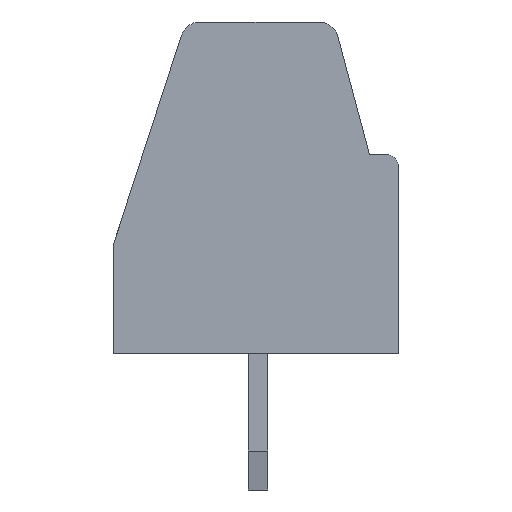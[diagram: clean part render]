
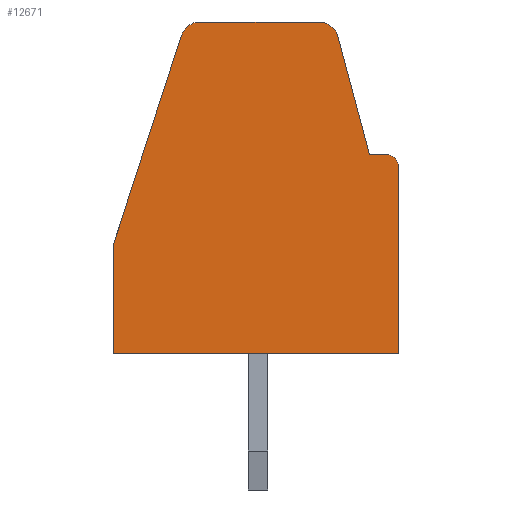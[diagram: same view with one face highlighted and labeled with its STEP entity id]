
A CAD part, left-side view. The second image highlights one B-rep face of the part: STEP entity #12671.
In plain terms, the highlighted planar face has unit normal (-1, 0, 0).
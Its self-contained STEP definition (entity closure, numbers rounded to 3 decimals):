
#26 = ORIENTED_EDGE ( 'NONE', *, *, #400, .T. ) ;
#48 = FACE_OUTER_BOUND ( 'NONE', #9453, .T. ) ;
#213 = ORIENTED_EDGE ( 'NONE', *, *, #7130, .F. ) ;
#239 = EDGE_CURVE ( 'NONE', #14400, #10227, #11848, .T. ) ;
#305 = LINE ( 'NONE', #11957, #5105 ) ;
#400 = EDGE_CURVE ( 'NONE', #14400, #10927, #12969, .T. ) ;
#405 = VERTEX_POINT ( 'NONE', #4244 ) ;
#563 = ORIENTED_EDGE ( 'NONE', *, *, #942, .F. ) ;
#569 = AXIS2_PLACEMENT_3D ( 'NONE', #1708, #6519, #7436 ) ;
#942 = EDGE_CURVE ( 'NONE', #11153, #14930, #8157, .T. ) ;
#1296 = DIRECTION ( 'NONE',  ( 0., 1., 0. ) ) ;
#1708 = CARTESIAN_POINT ( 'NONE',  ( 0., -42.152, -35.078 ) ) ;
#1725 = CARTESIAN_POINT ( 'NONE',  ( 0., 0.3, 5.1 ) ) ;
#1750 = CARTESIAN_POINT ( 'NONE',  ( 0., 0.739, 5.1 ) ) ;
#2152 = CARTESIAN_POINT ( 'NONE',  ( 0., 5.087, 8. ) ) ;
#2330 = CARTESIAN_POINT ( 'NONE',  ( 0., 0., 4.8 ) ) ;
#2608 = LINE ( 'NONE', #9647, #5896 ) ;
#2914 = EDGE_CURVE ( 'NONE', #11153, #405, #4280, .T. ) ;
#3151 = EDGE_CURVE ( 'NONE', #4154, #4053, #6778, .T. ) ;
#3234 = CARTESIAN_POINT ( 'NONE',  ( 0., 7.3, 2.806 ) ) ;
#3433 = CARTESIAN_POINT ( 'NONE',  ( 0., 7.3, -35.078 ) ) ;
#3628 = CARTESIAN_POINT ( 'NONE',  ( 0., 5.087, 8.5 ) ) ;
#3935 = ORIENTED_EDGE ( 'NONE', *, *, #3151, .T. ) ;
#4041 = CARTESIAN_POINT ( 'NONE',  ( 0., 2.034, 8. ) ) ;
#4053 = VERTEX_POINT ( 'NONE', #2330 ) ;
#4154 = VERTEX_POINT ( 'NONE', #8447 ) ;
#4244 = CARTESIAN_POINT ( 'NONE',  ( 0., 7.3, 0. ) ) ;
#4280 = LINE ( 'NONE', #3433, #14358 ) ;
#4611 = DIRECTION ( 'NONE',  ( 0., 0., 1. ) ) ;
#4638 = DIRECTION ( 'NONE',  ( 1., 0., 0. ) ) ;
#4650 = AXIS2_PLACEMENT_3D ( 'NONE', #2152, #4638, #10512 ) ;
#4840 = CARTESIAN_POINT ( 'NONE',  ( 0., 2.034, 8.5 ) ) ;
#5105 = VECTOR ( 'NONE', #1296, 1000. ) ;
#5348 = ORIENTED_EDGE ( 'NONE', *, *, #239, .F. ) ;
#5381 = CARTESIAN_POINT ( 'NONE',  ( 0., -42.152, 8.5 ) ) ;
#5851 = CIRCLE ( 'NONE', #14475, 0.3 ) ;
#5896 = VECTOR ( 'NONE', #7260, 1000. ) ;
#5900 = CARTESIAN_POINT ( 'NONE',  ( 0., -10.027, -35.078 ) ) ;
#5947 = CARTESIAN_POINT ( 'NONE',  ( 0., 5.562, 8.155 ) ) ;
#6359 = EDGE_CURVE ( 'NONE', #4154, #405, #305, .T. ) ;
#6519 = DIRECTION ( 'NONE',  ( 1., 0., 0. ) ) ;
#6681 = AXIS2_PLACEMENT_3D ( 'NONE', #4041, #10124, #8885 ) ;
#6778 = LINE ( 'NONE', #10564, #11359 ) ;
#7130 = EDGE_CURVE ( 'NONE', #13152, #4053, #5851, .T. ) ;
#7229 = CARTESIAN_POINT ( 'NONE',  ( 0., 19.609, -35.078 ) ) ;
#7255 = EDGE_CURVE ( 'NONE', #9935, #10227, #8523, .T. ) ;
#7260 = DIRECTION ( 'NONE',  ( 0., 1., 0. ) ) ;
#7436 = DIRECTION ( 'NONE',  ( 0., 1., 0. ) ) ;
#7908 = CARTESIAN_POINT ( 'NONE',  ( 0., 0.3, 4.8 ) ) ;
#8157 = LINE ( 'NONE', #7229, #11638 ) ;
#8447 = CARTESIAN_POINT ( 'NONE',  ( 0., 0., 0. ) ) ;
#8523 = LINE ( 'NONE', #5900, #9340 ) ;
#8885 = DIRECTION ( 'NONE',  ( 0., 1., 0. ) ) ;
#9340 = VECTOR ( 'NONE', #10609, 1000. ) ;
#9377 = PLANE ( 'NONE',  #569 ) ;
#9453 = EDGE_LOOP ( 'NONE', ( #11011, #12177, #5348, #26, #10998, #563, #14342, #14383, #3935, #213 ) ) ;
#9570 = CIRCLE ( 'NONE', #4650, 0.5 ) ;
#9647 = CARTESIAN_POINT ( 'NONE',  ( 0., -42.152, 5.1 ) ) ;
#9935 = VERTEX_POINT ( 'NONE', #1750 ) ;
#10124 = DIRECTION ( 'NONE',  ( 1., 0., 0. ) ) ;
#10226 = DIRECTION ( 'NONE',  ( 1., 0., 0. ) ) ;
#10227 = VERTEX_POINT ( 'NONE', #14626 ) ;
#10512 = DIRECTION ( 'NONE',  ( 0., 1., 0. ) ) ;
#10564 = CARTESIAN_POINT ( 'NONE',  ( 0., 0., -35.078 ) ) ;
#10609 = DIRECTION ( 'NONE',  ( 0., 0.259, 0.966 ) ) ;
#10653 = EDGE_CURVE ( 'NONE', #13152, #9935, #2608, .T. ) ;
#10927 = VERTEX_POINT ( 'NONE', #3628 ) ;
#10998 = ORIENTED_EDGE ( 'NONE', *, *, #11741, .F. ) ;
#11011 = ORIENTED_EDGE ( 'NONE', *, *, #10653, .T. ) ;
#11153 = VERTEX_POINT ( 'NONE', #3234 ) ;
#11359 = VECTOR ( 'NONE', #4611, 1000. ) ;
#11638 = VECTOR ( 'NONE', #11933, 1000. ) ;
#11741 = EDGE_CURVE ( 'NONE', #14930, #10927, #9570, .T. ) ;
#11848 = CIRCLE ( 'NONE', #6681, 0.5 ) ;
#11933 = DIRECTION ( 'NONE',  ( 0., -0.309, 0.951 ) ) ;
#11957 = CARTESIAN_POINT ( 'NONE',  ( 0., -42.152, 0. ) ) ;
#12177 = ORIENTED_EDGE ( 'NONE', *, *, #7255, .T. ) ;
#12542 = DIRECTION ( 'NONE',  ( 0., 1., 0. ) ) ;
#12671 = ADVANCED_FACE ( 'NONE', ( #48 ), #9377, .F. ) ;
#12836 = VECTOR ( 'NONE', #13423, 1000. ) ;
#12969 = LINE ( 'NONE', #5381, #12836 ) ;
#13152 = VERTEX_POINT ( 'NONE', #1725 ) ;
#13423 = DIRECTION ( 'NONE',  ( 0., 1., 0. ) ) ;
#14342 = ORIENTED_EDGE ( 'NONE', *, *, #2914, .T. ) ;
#14358 = VECTOR ( 'NONE', #14899, 1000. ) ;
#14383 = ORIENTED_EDGE ( 'NONE', *, *, #6359, .F. ) ;
#14400 = VERTEX_POINT ( 'NONE', #4840 ) ;
#14475 = AXIS2_PLACEMENT_3D ( 'NONE', #7908, #10226, #12542 ) ;
#14626 = CARTESIAN_POINT ( 'NONE',  ( 0., 1.551, 8.129 ) ) ;
#14899 = DIRECTION ( 'NONE',  ( 0., 0., -1. ) ) ;
#14930 = VERTEX_POINT ( 'NONE', #5947 ) ;
